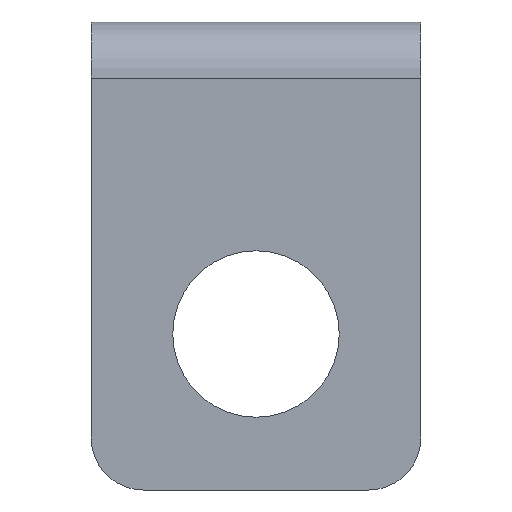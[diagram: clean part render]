
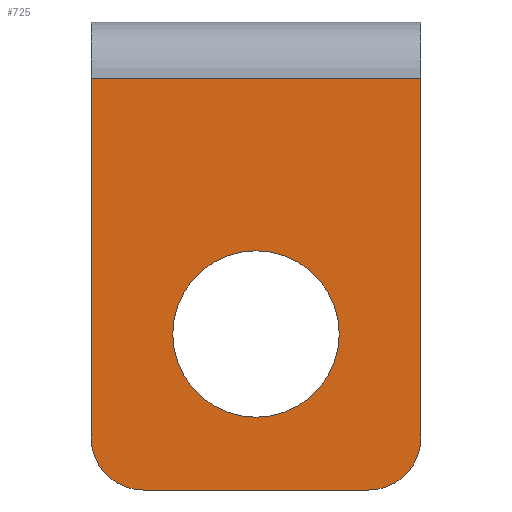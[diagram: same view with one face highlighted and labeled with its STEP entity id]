
A CAD part, left-side view. The second image highlights one B-rep face of the part: STEP entity #725.
In plain terms, the highlighted planar face has unit normal (-1, 0, 0).
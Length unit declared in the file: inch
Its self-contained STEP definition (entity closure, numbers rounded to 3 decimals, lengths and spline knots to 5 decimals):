
#11 = EDGE_CURVE ( 'NONE', #568, #594, #305, .T. ) ;
#46 = CARTESIAN_POINT ( 'NONE',  ( 0., 0.667, -1. ) ) ;
#104 = PLANE ( 'NONE',  #340 ) ;
#108 = FACE_BOUND ( 'NONE', #573, .T. ) ;
#123 = DIRECTION ( 'NONE',  ( 0., -1., 0. ) ) ;
#125 = AXIS2_PLACEMENT_3D ( 'NONE', #249, #648, #803 ) ;
#139 = ORIENTED_EDGE ( 'NONE', *, *, #664, .T. ) ;
#149 = LINE ( 'NONE', #361, #252 ) ;
#158 = EDGE_CURVE ( 'NONE', #427, #190, #149, .T. ) ;
#178 = FACE_OUTER_BOUND ( 'NONE', #710, .T. ) ;
#183 = CIRCLE ( 'NONE', #578, 0.125 ) ;
#190 = VERTEX_POINT ( 'NONE', #553 ) ;
#201 = ORIENTED_EDGE ( 'NONE', *, *, #522, .T. ) ;
#207 = CARTESIAN_POINT ( 'NONE',  ( 0., 0., -1. ) ) ;
#225 = CARTESIAN_POINT ( 'NONE',  ( 0., 0.792, -1. ) ) ;
#242 = ORIENTED_EDGE ( 'NONE', *, *, #336, .T. ) ;
#249 = CARTESIAN_POINT ( 'NONE',  ( 0., 0.396, -0.75 ) ) ;
#252 = VECTOR ( 'NONE', #834, 39.37008 ) ;
#262 = EDGE_CURVE ( 'NONE', #190, #701, #183, .T. ) ;
#292 = DIRECTION ( 'NONE',  ( 0., 0., 1. ) ) ;
#295 = CARTESIAN_POINT ( 'NONE',  ( 0., 0.125, -1. ) ) ;
#305 = LINE ( 'NONE', #575, #873 ) ;
#334 = CARTESIAN_POINT ( 'NONE',  ( 0., 0.396, -0.75 ) ) ;
#336 = EDGE_CURVE ( 'NONE', #704, #437, #480, .T. ) ;
#340 = AXIS2_PLACEMENT_3D ( 'NONE', #651, #863, #660 ) ;
#344 = ORIENTED_EDGE ( 'NONE', *, *, #262, .T. ) ;
#361 = CARTESIAN_POINT ( 'NONE',  ( 0., 0.792, -1.125 ) ) ;
#366 = DIRECTION ( 'NONE',  ( 0., 0., -1. ) ) ;
#383 = ORIENTED_EDGE ( 'NONE', *, *, #158, .T. ) ;
#384 = CIRCLE ( 'NONE', #888, 0.2 ) ;
#389 = CARTESIAN_POINT ( 'NONE',  ( 0., 0., -0.135 ) ) ;
#427 = VERTEX_POINT ( 'NONE', #655 ) ;
#437 = VERTEX_POINT ( 'NONE', #748 ) ;
#459 = VECTOR ( 'NONE', #123, 39.37008 ) ;
#480 = CIRCLE ( 'NONE', #125, 0.2 ) ;
#482 = CARTESIAN_POINT ( 'NONE',  ( 0., 0.396, -0.55 ) ) ;
#496 = CARTESIAN_POINT ( 'NONE',  ( 0., 0., 0. ) ) ;
#510 = DIRECTION ( 'NONE',  ( 0., 0., 1. ) ) ;
#522 = EDGE_CURVE ( 'NONE', #437, #704, #384, .T. ) ;
#526 = DIRECTION ( 'NONE',  ( 0., 0., -1. ) ) ;
#533 = EDGE_CURVE ( 'NONE', #568, #427, #672, .T. ) ;
#553 = CARTESIAN_POINT ( 'NONE',  ( 0., 0.125, -1.125 ) ) ;
#554 = EDGE_CURVE ( 'NONE', #594, #762, #875, .T. ) ;
#566 = ORIENTED_EDGE ( 'NONE', *, *, #554, .F. ) ;
#567 = DIRECTION ( 'NONE',  ( -1., 0., 0. ) ) ;
#568 = VERTEX_POINT ( 'NONE', #225 ) ;
#573 = EDGE_LOOP ( 'NONE', ( #201, #242 ) ) ;
#575 = CARTESIAN_POINT ( 'NONE',  ( 0., 0.792, 0. ) ) ;
#578 = AXIS2_PLACEMENT_3D ( 'NONE', #295, #567, #366 ) ;
#591 = DIRECTION ( 'NONE',  ( 1., 0., 0. ) ) ;
#594 = VERTEX_POINT ( 'NONE', #694 ) ;
#608 = VECTOR ( 'NONE', #292, 39.37008 ) ;
#640 = ORIENTED_EDGE ( 'NONE', *, *, #533, .T. ) ;
#648 = DIRECTION ( 'NONE',  ( 1., 0., 0. ) ) ;
#651 = CARTESIAN_POINT ( 'NONE',  ( 0., 0.792, 0. ) ) ;
#655 = CARTESIAN_POINT ( 'NONE',  ( 0., 0.667, -1.125 ) ) ;
#660 = DIRECTION ( 'NONE',  ( 0., 0., -1. ) ) ;
#664 = EDGE_CURVE ( 'NONE', #701, #762, #840, .T. ) ;
#666 = DIRECTION ( 'NONE',  ( 0., 0., -1. ) ) ;
#672 = CIRCLE ( 'NONE', #844, 0.125 ) ;
#694 = CARTESIAN_POINT ( 'NONE',  ( 0., 0.792, -0.135 ) ) ;
#701 = VERTEX_POINT ( 'NONE', #207 ) ;
#704 = VERTEX_POINT ( 'NONE', #482 ) ;
#710 = EDGE_LOOP ( 'NONE', ( #383, #344, #139, #566, #899, #640 ) ) ;
#725 = ADVANCED_FACE ( 'NONE', ( #108, #178 ), #104, .F. ) ;
#748 = CARTESIAN_POINT ( 'NONE',  ( 0., 0.396, -0.95 ) ) ;
#762 = VERTEX_POINT ( 'NONE', #389 ) ;
#803 = DIRECTION ( 'NONE',  ( 0., 0., -1. ) ) ;
#807 = CARTESIAN_POINT ( 'NONE',  ( 0., 0.792, -0.135 ) ) ;
#834 = DIRECTION ( 'NONE',  ( 0., -1., 0. ) ) ;
#840 = LINE ( 'NONE', #496, #608 ) ;
#844 = AXIS2_PLACEMENT_3D ( 'NONE', #46, #881, #526 ) ;
#863 = DIRECTION ( 'NONE',  ( 1., 0., 0. ) ) ;
#873 = VECTOR ( 'NONE', #510, 39.37008 ) ;
#875 = LINE ( 'NONE', #807, #459 ) ;
#881 = DIRECTION ( 'NONE',  ( -1., 0., 0. ) ) ;
#888 = AXIS2_PLACEMENT_3D ( 'NONE', #334, #591, #666 ) ;
#899 = ORIENTED_EDGE ( 'NONE', *, *, #11, .F. ) ;
